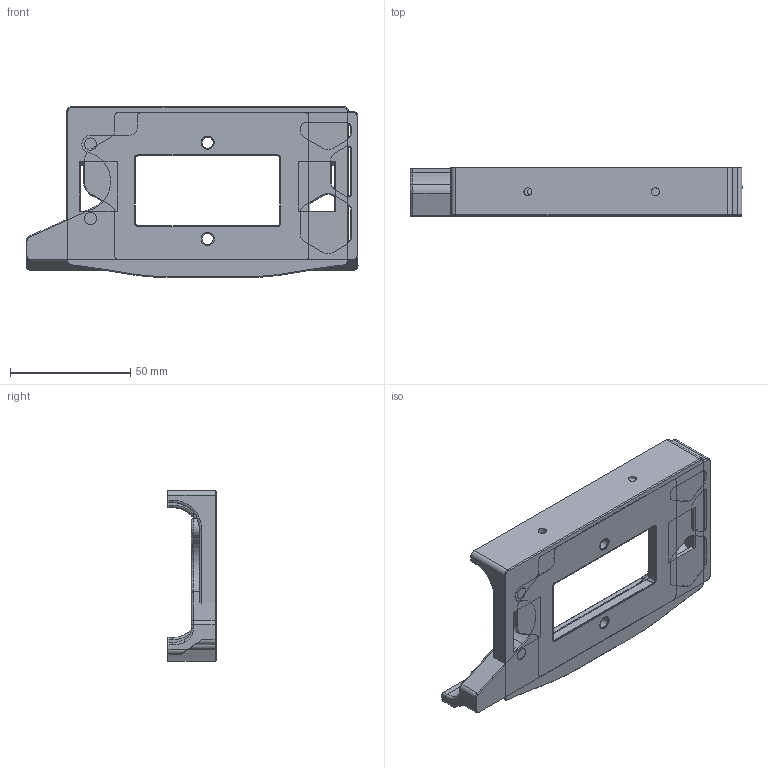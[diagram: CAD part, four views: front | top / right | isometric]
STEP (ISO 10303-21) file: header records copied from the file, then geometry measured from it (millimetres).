
FILE_DESCRIPTION(/* description */ (''),/* implementation_level */ '2;1');
FILE_NAME(/* name */ 'Trident_2.4_ComboInletSkirt v6.step',/* time_stamp */ '2022-06-10T08:30:28-07:00',/* author */ (''),/* organization */ (''),/* preprocessor_version */ 'ST-DEVELOPER v19',/* originating_system */ 'Autodesk Translation Framework v11.7.0.108',/* authorisation */ '');
FILE_SCHEMA (('AUTOMOTIVE_DESIGN { 1 0 10303 214 3 1 1 }'));
Length unit declared in the file: millimetre
Products named in the file (4): Trident_2.4_ComboInletSkirt; Trident_ComboWideInlet; 2.4r2_ComboWideInlet; 2.4_ComboWideInlet
Assembly tree (3 placements, depth 2):
  Trident_2.4_ComboInletSkirt
    Trident_ComboWideInlet
    2.4r2_ComboWideInlet
    2.4_ComboWideInlet
Bounding box: 138 x 20 x 71 mm (x, y, z)
Volume: 132990.1 mm3; surface area: 61618.1 mm2
Topology: 3 solids, 3 shells, 593 faces, 1601 edges, 1015 vertices
Faces by surface type: plane 269, cylinder 231, cone 45, torus 29, bspline 19
Full cylindrical faces by diameter (mm): 3.2 x4, 3.4 x2, 4.7 x10, 6 x6
Entity records: 19999 total; most frequent: CARTESIAN_POINT 4735, DIRECTION 3203, ORIENTED_EDGE 3198, EDGE_CURVE 1599, AXIS2_PLACEMENT_3D 1144, VERTEX_POINT 1015, LINE 915, VECTOR 915
